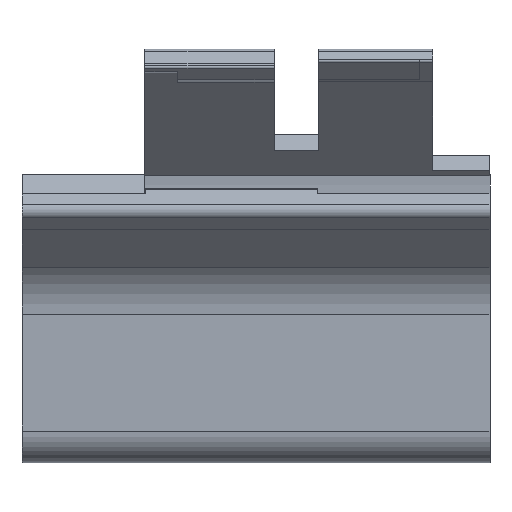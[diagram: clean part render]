
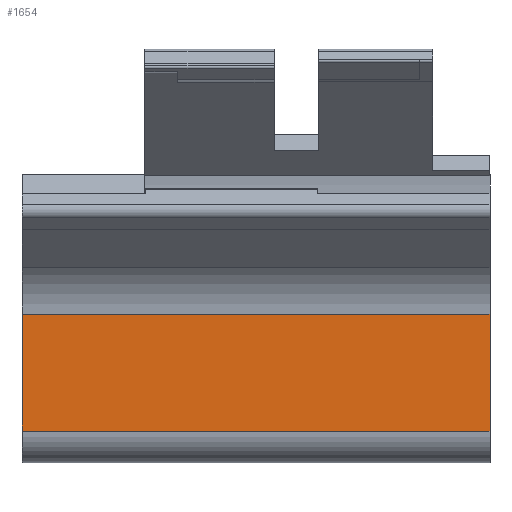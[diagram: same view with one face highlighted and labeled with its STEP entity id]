
A CAD part, top view. The second image highlights one B-rep face of the part: STEP entity #1654.
In plain terms, the highlighted planar face has unit normal (0, 0, 1).
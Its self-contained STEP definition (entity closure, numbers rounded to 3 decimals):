
#102=FACE_OUTER_BOUND('',#185,.T.);
#185=EDGE_LOOP('',(#1364,#1365,#1366,#1367));
#389=LINE('',#2619,#583);
#417=LINE('',#2680,#611);
#418=LINE('',#2681,#612);
#419=LINE('',#2682,#613);
#583=VECTOR('',#2121,10.);
#611=VECTOR('',#2177,10.);
#612=VECTOR('',#2178,10.);
#613=VECTOR('',#2179,10.);
#768=VERTEX_POINT('',#2616);
#769=VERTEX_POINT('',#2618);
#787=VERTEX_POINT('',#2678);
#788=VERTEX_POINT('',#2679);
#975=EDGE_CURVE('',#769,#768,#389,.T.);
#1006=EDGE_CURVE('',#787,#788,#417,.T.);
#1007=EDGE_CURVE('',#769,#787,#418,.T.);
#1008=EDGE_CURVE('',#768,#788,#419,.T.);
#1364=ORIENTED_EDGE('',*,*,#1006,.F.);
#1365=ORIENTED_EDGE('',*,*,#1007,.F.);
#1366=ORIENTED_EDGE('',*,*,#975,.T.);
#1367=ORIENTED_EDGE('',*,*,#1008,.T.);
#1578=PLANE('',#1778);
#1654=ADVANCED_FACE('',(#102),#1578,.T.);
#1778=AXIS2_PLACEMENT_3D('',#2677,#2175,#2176);
#2121=DIRECTION('',(1.,0.,0.));
#2175=DIRECTION('center_axis',(0.,0.,1.));
#2176=DIRECTION('ref_axis',(0.,-1.,0.));
#2177=DIRECTION('',(1.,0.,0.));
#2178=DIRECTION('',(0.,1.,0.));
#2179=DIRECTION('',(0.,1.,0.));
#2616=CARTESIAN_POINT('',(44.494,-48.228,54.362));
#2618=CARTESIAN_POINT('',(-61.927,-48.228,54.362));
#2619=CARTESIAN_POINT('',(-61.927,-48.228,54.362));
#2677=CARTESIAN_POINT('Origin',(-61.927,-15.455,54.362));
#2678=CARTESIAN_POINT('',(-61.927,-21.668,54.362));
#2679=CARTESIAN_POINT('',(44.494,-21.668,54.362));
#2680=CARTESIAN_POINT('',(-16.717,-21.668,54.362));
#2681=CARTESIAN_POINT('',(-61.927,-48.228,54.362));
#2682=CARTESIAN_POINT('',(44.494,-25.448,54.362));
